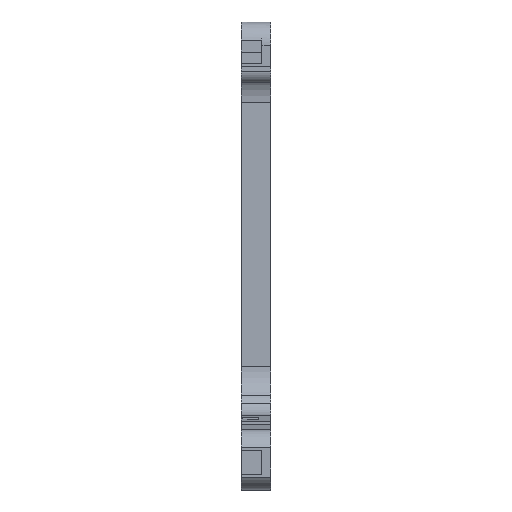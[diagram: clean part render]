
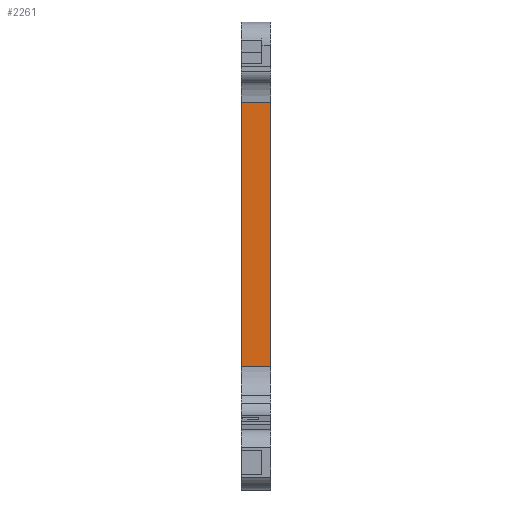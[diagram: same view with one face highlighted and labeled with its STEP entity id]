
A CAD part, top view. The second image highlights one B-rep face of the part: STEP entity #2261.
In plain terms, the highlighted planar face has unit normal (0, 0, 1).
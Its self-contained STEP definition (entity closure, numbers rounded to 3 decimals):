
#111=FACE_OUTER_BOUND('',#229,.T.);
#229=EDGE_LOOP('',(#1750,#1751,#1752,#1753));
#385=LINE('',#3296,#680);
#436=LINE('',#3437,#731);
#474=LINE('',#3529,#769);
#478=LINE('',#3538,#773);
#680=VECTOR('',#2620,10.);
#731=VECTOR('',#2733,10.);
#769=VECTOR('',#2815,10.);
#773=VECTOR('',#2829,10.);
#981=VERTEX_POINT('',#3293);
#982=VERTEX_POINT('',#3295);
#1040=VERTEX_POINT('',#3434);
#1041=VERTEX_POINT('',#3436);
#1207=EDGE_CURVE('',#982,#981,#385,.T.);
#1278=EDGE_CURVE('',#1040,#1041,#436,.T.);
#1326=EDGE_CURVE('',#1041,#981,#474,.T.);
#1330=EDGE_CURVE('',#982,#1040,#478,.T.);
#1750=ORIENTED_EDGE('',*,*,#1326,.F.);
#1751=ORIENTED_EDGE('',*,*,#1278,.F.);
#1752=ORIENTED_EDGE('',*,*,#1330,.F.);
#1753=ORIENTED_EDGE('',*,*,#1207,.T.);
#2156=PLANE('',#2431);
#2261=ADVANCED_FACE('',(#111),#2156,.T.);
#2431=AXIS2_PLACEMENT_3D('',#3540,#2831,#2832);
#2620=DIRECTION('',(0.,-1.,0.));
#2733=DIRECTION('',(0.,-1.,0.));
#2815=DIRECTION('',(-1.,0.,0.));
#2829=DIRECTION('',(1.,0.,0.));
#2831=DIRECTION('center_axis',(0.,0.,1.));
#2832=DIRECTION('ref_axis',(-1.,0.,0.));
#3293=CARTESIAN_POINT('',(-5.,35.965,82.));
#3295=CARTESIAN_POINT('',(-5.,80.998,82.));
#3296=CARTESIAN_POINT('',(-5.,86.998,82.));
#3434=CARTESIAN_POINT('',(0.,80.998,82.));
#3436=CARTESIAN_POINT('',(0.,35.965,82.));
#3437=CARTESIAN_POINT('',(0.,86.998,82.));
#3529=CARTESIAN_POINT('',(-5.,35.965,82.));
#3538=CARTESIAN_POINT('',(0.,80.998,82.));
#3540=CARTESIAN_POINT('Origin',(0.,86.998,82.));
